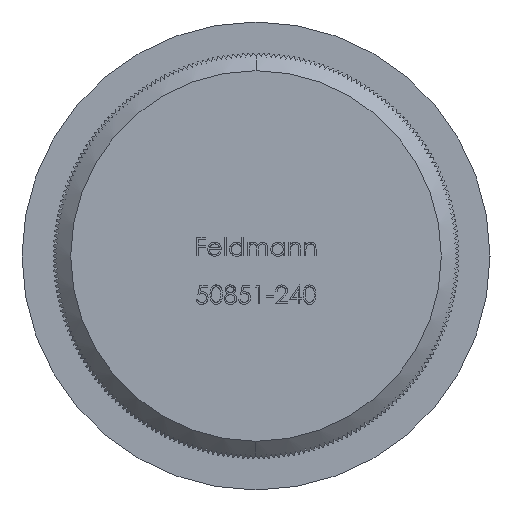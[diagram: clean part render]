
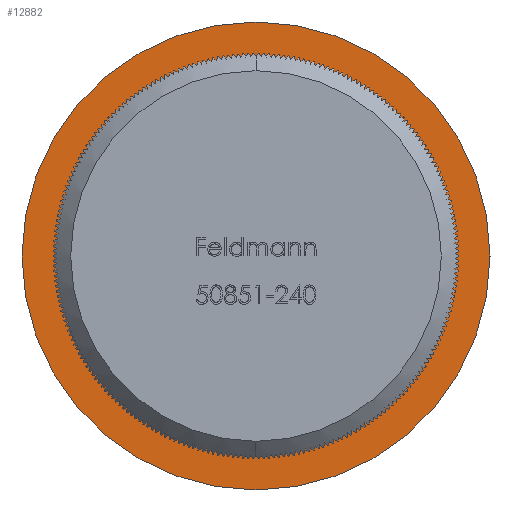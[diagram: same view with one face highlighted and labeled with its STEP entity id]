
A CAD part, front view. The second image highlights one B-rep face of the part: STEP entity #12882.
In plain terms, the highlighted planar face has unit normal (0, -1, 0).
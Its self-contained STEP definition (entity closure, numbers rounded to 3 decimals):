
#295 = ORIENTED_EDGE ( 'NONE', *, *, #9708, .F. ) ;
#443 = CARTESIAN_POINT ( 'NONE',  ( 0., 5., 0. ) ) ;
#1642 = DIRECTION ( 'NONE',  ( 0., -1., 0. ) ) ;
#4876 = AXIS2_PLACEMENT_3D ( 'NONE', #443, #6882, #40622 ) ;
#6749 = ORIENTED_EDGE ( 'NONE', *, *, #8624, .F. ) ;
#6882 = DIRECTION ( 'NONE',  ( 0., -1., 0. ) ) ;
#8624 = EDGE_CURVE ( 'NONE', #21278, #40457, #16568, .T. ) ;
#8963 = CARTESIAN_POINT ( 'NONE',  ( 0., 5., -13.45 ) ) ;
#9708 = EDGE_CURVE ( 'NONE', #40457, #21278, #12819, .T. ) ;
#11220 = VERTEX_POINT ( 'NONE', #18174 ) ;
#11419 = CARTESIAN_POINT ( 'NONE',  ( 0., 5., 0. ) ) ;
#12179 = CARTESIAN_POINT ( 'NONE',  ( 13.45, 5., 0. ) ) ;
#12819 = CIRCLE ( 'NONE', #15961, 11.45 ) ;
#12882 = ADVANCED_FACE ( 'NONE', ( #23800, #40507 ), #32062, .T. ) ;
#15961 = AXIS2_PLACEMENT_3D ( 'NONE', #31116, #27321, #37521 ) ;
#16418 = ORIENTED_EDGE ( 'NONE', *, *, #31146, .T. ) ;
#16568 = CIRCLE ( 'NONE', #32389, 11.45 ) ;
#18018 = EDGE_CURVE ( 'NONE', #32199, #11220, #37645, .T. ) ;
#18174 = CARTESIAN_POINT ( 'NONE',  ( 0., 5., 13.45 ) ) ;
#18785 = DIRECTION ( 'NONE',  ( 0., 0., -1. ) ) ;
#19079 = DIRECTION ( 'NONE',  ( 0., -1., 0. ) ) ;
#20127 = AXIS2_PLACEMENT_3D ( 'NONE', #11419, #1642, #28085 ) ;
#21278 = VERTEX_POINT ( 'NONE', #32972 ) ;
#22958 = EDGE_LOOP ( 'NONE', ( #27144, #16418 ) ) ;
#23800 = FACE_BOUND ( 'NONE', #42954, .T. ) ;
#24137 = AXIS2_PLACEMENT_3D ( 'NONE', #12179, #19079, #18785 ) ;
#27144 = ORIENTED_EDGE ( 'NONE', *, *, #18018, .T. ) ;
#27321 = DIRECTION ( 'NONE',  ( 0., -1., 0. ) ) ;
#28085 = DIRECTION ( 'NONE',  ( 0., 0., -1. ) ) ;
#28114 = DIRECTION ( 'NONE',  ( 0., 0., -1. ) ) ;
#30657 = CARTESIAN_POINT ( 'NONE',  ( 0., 5., 11.45 ) ) ;
#31116 = CARTESIAN_POINT ( 'NONE',  ( 0., 5., 0. ) ) ;
#31146 = EDGE_CURVE ( 'NONE', #11220, #32199, #40120, .T. ) ;
#31881 = CARTESIAN_POINT ( 'NONE',  ( 0., 5., 0. ) ) ;
#32062 = PLANE ( 'NONE',  #24137 ) ;
#32199 = VERTEX_POINT ( 'NONE', #8963 ) ;
#32389 = AXIS2_PLACEMENT_3D ( 'NONE', #31881, #38303, #28114 ) ;
#32972 = CARTESIAN_POINT ( 'NONE',  ( 0., 5., -11.45 ) ) ;
#37521 = DIRECTION ( 'NONE',  ( 0., 0., -1. ) ) ;
#37645 = CIRCLE ( 'NONE', #20127, 13.45 ) ;
#38303 = DIRECTION ( 'NONE',  ( 0., -1., 0. ) ) ;
#40120 = CIRCLE ( 'NONE', #4876, 13.45 ) ;
#40457 = VERTEX_POINT ( 'NONE', #30657 ) ;
#40507 = FACE_OUTER_BOUND ( 'NONE', #22958, .T. ) ;
#40622 = DIRECTION ( 'NONE',  ( 0., 0., -1. ) ) ;
#42954 = EDGE_LOOP ( 'NONE', ( #6749, #295 ) ) ;
